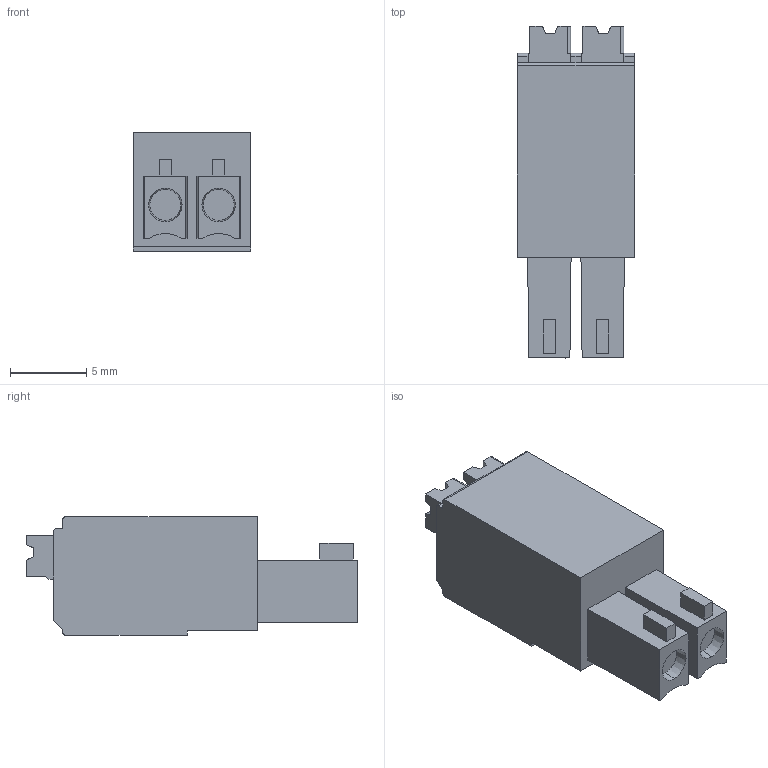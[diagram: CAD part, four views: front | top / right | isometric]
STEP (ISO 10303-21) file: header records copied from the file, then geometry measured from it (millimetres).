
FILE_DESCRIPTION((''),'2;1');
FILE_NAME('2P','2020-06-17T',('P'),(''),'PRO/ENGINEER BY PARAMETRIC TECHNOLOGY CORPORATION, 2012360','PRO/ENGINEER BY PARAMETRIC TECHNOLOGY CORPORATION, 2012360','');
FILE_SCHEMA(('AUTOMOTIVE_DESIGN { 1 0 10303 214 1 1 1 1 }'));
Length unit declared in the file: millimetre
Products named in the file (1): 2P
Bounding box: 7.7 x 21.8 x 7.8 mm (x, y, z)
Volume: 929.6 mm3; surface area: 802.9 mm2
Topology: 1 solids, 1 shells, 127 faces, 379 edges, 260 vertices
Faces by surface type: plane 102, cylinder 19, cone 6
Entity records: 4393 total; most frequent: CARTESIAN_POINT 822, ORIENTED_EDGE 758, DIRECTION 689, EDGE_CURVE 379, VECTOR 283, LINE 283, VERTEX_POINT 260, AXIS2_PLACEMENT_3D 203
